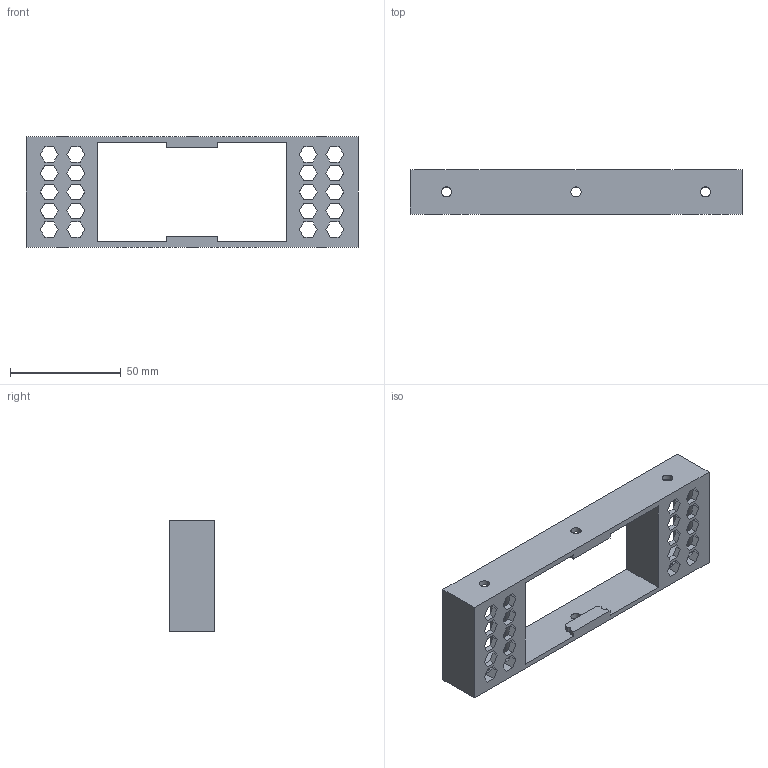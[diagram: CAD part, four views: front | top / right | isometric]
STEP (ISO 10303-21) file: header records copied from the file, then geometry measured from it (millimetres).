
FILE_DESCRIPTION(/* description */ ('STEP AP214'),/* implementation_level */ '2;1');
FILE_NAME(/* name */ '610e7285a460de3fae85ed26',/* time_stamp */ '2021-08-07T11:46:14+00:00',/* author */ (''),/* organization */ (''),/* preprocessor_version */ 'ST-DEVELOPER v18.1',/* originating_system */ ' ',/* authorisation */ ' ');
FILE_SCHEMA (('AUTOMOTIVE_DESIGN {1 0 10303 214 3 1 1}'));
Length unit declared in the file: metre
Products named in the file (1): 150X50Skirt
Bounding box: 150 x 20 x 50 mm (x, y, z)
Volume: 30993.5 mm3; surface area: 24652.3 mm2
Topology: 1 solids, 1 shells, 181 faces, 592 edges, 393 vertices
Faces by surface type: plane 156, cylinder 25
Full cylindrical faces by diameter (mm): 4.6 x6, 8.5 x3
Entity records: 6530 total; most frequent: CARTESIAN_POINT 1174, ORIENTED_EDGE 1150, DIRECTION 1074, EDGE_CURVE 575, LINE 432, VECTOR 432, VERTEX_POINT 385, AXIS2_PLACEMENT_3D 321
